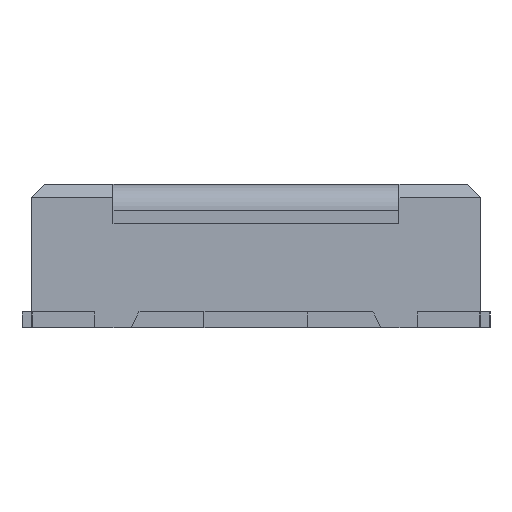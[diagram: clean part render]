
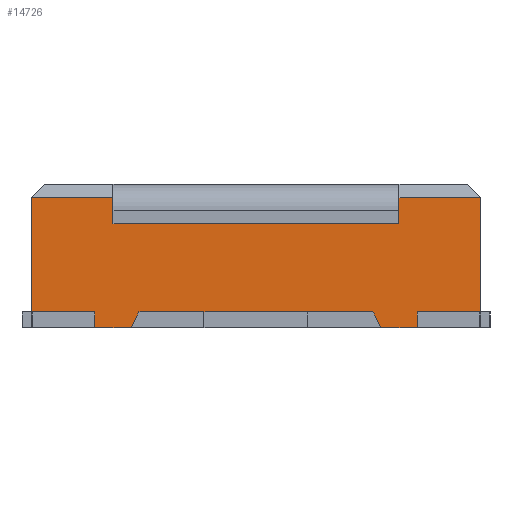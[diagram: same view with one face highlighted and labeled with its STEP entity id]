
A CAD part, left-side view. The second image highlights one B-rep face of the part: STEP entity #14726.
In plain terms, the highlighted planar face has unit normal (-1, 0, 0).
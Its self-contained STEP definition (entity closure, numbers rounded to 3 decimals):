
#644=DIRECTION('',(0.,-1.,0.));
#645=VECTOR('',#644,0.14);
#646=CARTESIAN_POINT('',(-6.705,0.62,0.));
#647=LINE('',#646,#645);
#648=DIRECTION('',(0.,-1.,0.));
#649=VECTOR('',#648,0.14);
#650=CARTESIAN_POINT('',(-6.705,-0.48,0.));
#651=LINE('',#650,#649);
#2490=DIRECTION('',(0.,0.,-1.));
#2491=VECTOR('',#2490,0.44);
#2492=CARTESIAN_POINT('',(-6.705,-0.865,0.5));
#2493=LINE('',#2492,#2491);
#2494=DIRECTION('',(0.,1.,0.));
#2495=VECTOR('',#2494,0.245);
#2496=CARTESIAN_POINT('',(-6.705,-0.865,0.06));
#2497=LINE('',#2496,#2495);
#2498=DIRECTION('',(0.,0.447,0.894));
#2499=VECTOR('',#2498,0.067);
#2500=CARTESIAN_POINT('',(-6.705,-0.48,0.));
#2501=LINE('',#2500,#2499);
#2502=DIRECTION('',(0.,1.,0.));
#2503=VECTOR('',#2502,0.25);
#2504=CARTESIAN_POINT('',(-6.705,-0.45,0.06));
#2505=LINE('',#2504,#2503);
#2506=DIRECTION('',(0.,1.,0.));
#2507=VECTOR('',#2506,0.25);
#2508=CARTESIAN_POINT('',(-6.705,0.2,0.06));
#2509=LINE('',#2508,#2507);
#2510=DIRECTION('',(0.,0.447,-0.894));
#2511=VECTOR('',#2510,0.067);
#2512=CARTESIAN_POINT('',(-6.705,0.45,0.06));
#2513=LINE('',#2512,#2511);
#2514=DIRECTION('',(0.,0.,1.));
#2515=VECTOR('',#2514,0.06);
#2516=CARTESIAN_POINT('',(-6.705,0.62,0.));
#2517=LINE('',#2516,#2515);
#2518=DIRECTION('',(0.,0.,1.));
#2519=VECTOR('',#2518,0.44);
#2520=CARTESIAN_POINT('',(-6.705,0.865,0.06));
#2521=LINE('',#2520,#2519);
#2522=DIRECTION('',(0.,-1.,0.));
#2523=VECTOR('',#2522,0.315);
#2524=CARTESIAN_POINT('',(-6.705,0.865,0.5));
#2525=LINE('',#2524,#2523);
#2526=DIRECTION('',(0.,0.,-1.));
#2527=VECTOR('',#2526,0.1);
#2528=CARTESIAN_POINT('',(-6.705,0.55,0.5));
#2529=LINE('',#2528,#2527);
#2530=DIRECTION('',(0.,-1.,0.));
#2531=VECTOR('',#2530,1.1);
#2532=CARTESIAN_POINT('',(-6.705,0.55,0.4));
#2533=LINE('',#2532,#2531);
#2534=DIRECTION('',(0.,0.,1.));
#2535=VECTOR('',#2534,0.1);
#2536=CARTESIAN_POINT('',(-6.705,-0.55,0.4));
#2537=LINE('',#2536,#2535);
#2538=DIRECTION('',(0.,-1.,0.));
#2539=VECTOR('',#2538,0.315);
#2540=CARTESIAN_POINT('',(-6.705,-0.55,0.5));
#2541=LINE('',#2540,#2539);
#2563=DIRECTION('',(0.,0.,1.));
#2564=VECTOR('',#2563,0.06);
#2565=CARTESIAN_POINT('',(-6.705,-0.62,0.));
#2566=LINE('',#2565,#2564);
#2624=DIRECTION('',(0.,-1.,0.));
#2625=VECTOR('',#2624,0.4);
#2626=CARTESIAN_POINT('',(-6.705,0.2,0.06));
#2627=LINE('',#2626,#2625);
#2685=DIRECTION('',(0.,-1.,0.));
#2686=VECTOR('',#2685,0.245);
#2687=CARTESIAN_POINT('',(-6.705,0.865,0.06));
#2688=LINE('',#2687,#2686);
#8991=CARTESIAN_POINT('',(-6.705,0.865,0.5));
#8992=VERTEX_POINT('',#8991);
#8993=CARTESIAN_POINT('',(-6.705,0.865,0.06));
#8994=VERTEX_POINT('',#8993);
#9113=CARTESIAN_POINT('',(-6.705,0.62,0.));
#9114=VERTEX_POINT('',#9113);
#9115=CARTESIAN_POINT('',(-6.705,0.48,0.));
#9116=VERTEX_POINT('',#9115);
#9121=CARTESIAN_POINT('',(-6.705,-0.48,0.));
#9122=VERTEX_POINT('',#9121);
#9123=CARTESIAN_POINT('',(-6.705,-0.62,0.));
#9124=VERTEX_POINT('',#9123);
#9227=CARTESIAN_POINT('',(-6.705,-0.865,0.06));
#9228=VERTEX_POINT('',#9227);
#9229=CARTESIAN_POINT('',(-6.705,-0.865,0.5));
#9230=VERTEX_POINT('',#9229);
#9901=CARTESIAN_POINT('',(-6.705,-0.55,0.5));
#9903=VERTEX_POINT('',#9901);
#9904=CARTESIAN_POINT('',(-6.705,-0.55,0.4));
#9905=VERTEX_POINT('',#9904);
#9912=CARTESIAN_POINT('',(-6.705,-0.62,0.06));
#9913=VERTEX_POINT('',#9912);
#9914=CARTESIAN_POINT('',(-6.705,-0.45,0.06));
#9915=VERTEX_POINT('',#9914);
#9916=CARTESIAN_POINT('',(-6.705,-0.2,0.06));
#9917=VERTEX_POINT('',#9916);
#9918=CARTESIAN_POINT('',(-6.705,0.2,0.06));
#9919=VERTEX_POINT('',#9918);
#9920=CARTESIAN_POINT('',(-6.705,0.45,0.06));
#9921=VERTEX_POINT('',#9920);
#9922=CARTESIAN_POINT('',(-6.705,0.62,0.06));
#9923=VERTEX_POINT('',#9922);
#9924=CARTESIAN_POINT('',(-6.705,0.55,0.5));
#9925=VERTEX_POINT('',#9924);
#9926=CARTESIAN_POINT('',(-6.705,0.55,0.4));
#9927=VERTEX_POINT('',#9926);
#14689=CARTESIAN_POINT('',(-6.705,0.,0.));
#14690=DIRECTION('',(-1.,0.,0.));
#14691=DIRECTION('',(0.,-1.,0.));
#14692=AXIS2_PLACEMENT_3D('',#14689,#14690,#14691);
#14693=PLANE('',#14692);
#14694=ORIENTED_EDGE('',*,*,#12212,.T.);
#14696=ORIENTED_EDGE('',*,*,#14695,.T.);
#14698=ORIENTED_EDGE('',*,*,#14697,.F.);
#14699=ORIENTED_EDGE('',*,*,#12077,.F.);
#14701=ORIENTED_EDGE('',*,*,#14700,.T.);
#14703=ORIENTED_EDGE('',*,*,#14702,.T.);
#14705=ORIENTED_EDGE('',*,*,#14704,.F.);
#14707=ORIENTED_EDGE('',*,*,#14706,.T.);
#14709=ORIENTED_EDGE('',*,*,#14708,.T.);
#14710=ORIENTED_EDGE('',*,*,#12069,.F.);
#14712=ORIENTED_EDGE('',*,*,#14711,.T.);
#14714=ORIENTED_EDGE('',*,*,#14713,.F.);
#14715=ORIENTED_EDGE('',*,*,#11918,.T.);
#14717=ORIENTED_EDGE('',*,*,#14716,.T.);
#14719=ORIENTED_EDGE('',*,*,#14718,.T.);
#14721=ORIENTED_EDGE('',*,*,#14720,.T.);
#14722=ORIENTED_EDGE('',*,*,#14676,.T.);
#14723=ORIENTED_EDGE('',*,*,#14665,.T.);
#14724=EDGE_LOOP('',(#14694,#14696,#14698,#14699,#14701,#14703,#14705,#14707,
#14709,#14710,#14712,#14714,#14715,#14717,#14719,#14721,#14722,#14723));
#14725=FACE_OUTER_BOUND('',#14724,.F.);
#11918=EDGE_CURVE('',#8994,#8992,#2521,.T.);
#12069=EDGE_CURVE('',#9114,#9116,#647,.T.);
#12077=EDGE_CURVE('',#9122,#9124,#651,.T.);
#12212=EDGE_CURVE('',#9230,#9228,#2493,.T.);
#14665=EDGE_CURVE('',#9903,#9230,#2541,.T.);
#14676=EDGE_CURVE('',#9905,#9903,#2537,.T.);
#14695=EDGE_CURVE('',#9228,#9913,#2497,.T.);
#14697=EDGE_CURVE('',#9124,#9913,#2566,.T.);
#14700=EDGE_CURVE('',#9122,#9915,#2501,.T.);
#14702=EDGE_CURVE('',#9915,#9917,#2505,.T.);
#14704=EDGE_CURVE('',#9919,#9917,#2627,.T.);
#14706=EDGE_CURVE('',#9919,#9921,#2509,.T.);
#14708=EDGE_CURVE('',#9921,#9116,#2513,.T.);
#14711=EDGE_CURVE('',#9114,#9923,#2517,.T.);
#14713=EDGE_CURVE('',#8994,#9923,#2688,.T.);
#14716=EDGE_CURVE('',#8992,#9925,#2525,.T.);
#14718=EDGE_CURVE('',#9925,#9927,#2529,.T.);
#14720=EDGE_CURVE('',#9927,#9905,#2533,.T.);
#14726=ADVANCED_FACE('',(#14725),#14693,.T.);
